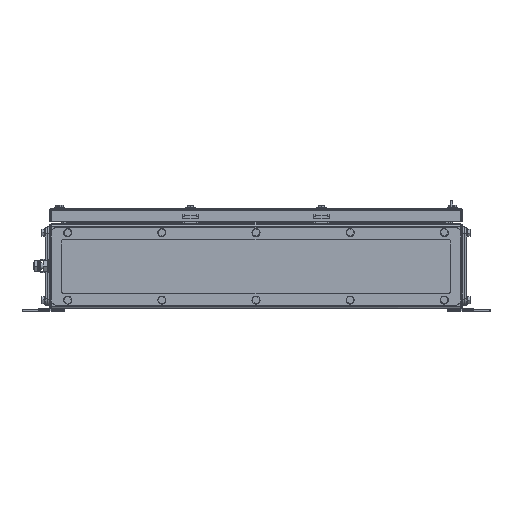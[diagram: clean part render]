
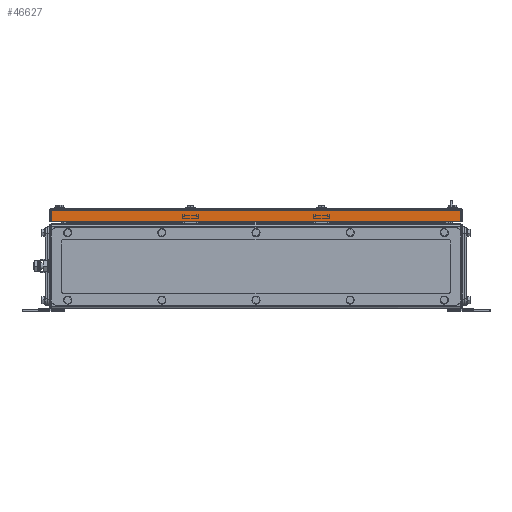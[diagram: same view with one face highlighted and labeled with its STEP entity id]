
A CAD part, front view. The second image highlights one B-rep face of the part: STEP entity #46627.
In plain terms, the highlighted planar face has unit normal (0, -1, 0).
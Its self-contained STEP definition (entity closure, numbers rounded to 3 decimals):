
#46600=AXIS2_PLACEMENT_3D('Plane Axis2P3D',#46597,#46598,#46599) ;
#46214=CARTESIAN_POINT('Vertex',(657.,11.5,150.5)) ;
#46221=CARTESIAN_POINT('Vertex',(44.,11.5,150.5)) ;
#46224=CARTESIAN_POINT('Line Origine',(350.5,11.5,150.5)) ;
#46597=CARTESIAN_POINT('Axis2P3D Location',(41.,11.5,133.5)) ;
#46602=CARTESIAN_POINT('Line Origine',(657.,11.5,142.)) ;
#46606=CARTESIAN_POINT('Vertex',(657.,11.5,133.5)) ;
#46609=CARTESIAN_POINT('Line Origine',(44.,11.5,142.)) ;
#46613=CARTESIAN_POINT('Vertex',(44.,11.5,133.5)) ;
#46616=CARTESIAN_POINT('Line Origine',(350.5,11.5,133.5)) ;
#46225=DIRECTION('Vector Direction',(-1.,0.,0.)) ;
#46598=DIRECTION('Axis2P3D Direction',(0.,-1.,0.)) ;
#46599=DIRECTION('Axis2P3D XDirection',(1.,0.,0.)) ;
#46603=DIRECTION('Vector Direction',(0.,0.,1.)) ;
#46610=DIRECTION('Vector Direction',(0.,0.,-1.)) ;
#46617=DIRECTION('Vector Direction',(1.,0.,0.)) ;
#46226=VECTOR('Line Direction',#46225,1.) ;
#46604=VECTOR('Line Direction',#46603,1.) ;
#46611=VECTOR('Line Direction',#46610,1.) ;
#46618=VECTOR('Line Direction',#46617,1.) ;
#46622=ORIENTED_EDGE('',*,*,#46608,.T.) ;
#46623=ORIENTED_EDGE('',*,*,#46228,.T.) ;
#46624=ORIENTED_EDGE('',*,*,#46615,.T.) ;
#46625=ORIENTED_EDGE('',*,*,#46620,.T.) ;
#46627=ADVANCED_FACE('Cover',(#46626),#46601,.T.) ;
#46228=EDGE_CURVE('',#46215,#46222,#46227,.T.) ;
#46608=EDGE_CURVE('',#46607,#46215,#46605,.T.) ;
#46615=EDGE_CURVE('',#46222,#46614,#46612,.T.) ;
#46620=EDGE_CURVE('',#46614,#46607,#46619,.T.) ;
#46621=EDGE_LOOP('',(#46622,#46623,#46624,#46625)) ;
#46626=FACE_OUTER_BOUND('',#46621,.T.) ;
#46227=LINE('Line',#46224,#46226) ;
#46605=LINE('Line',#46602,#46604) ;
#46612=LINE('Line',#46609,#46611) ;
#46619=LINE('Line',#46616,#46618) ;
#46601=PLANE('',#46600) ;
#46215=VERTEX_POINT('',#46214) ;
#46222=VERTEX_POINT('',#46221) ;
#46607=VERTEX_POINT('',#46606) ;
#46614=VERTEX_POINT('',#46613) ;
